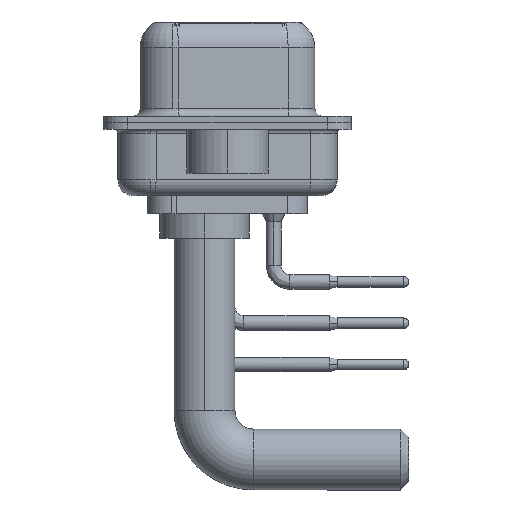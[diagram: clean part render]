
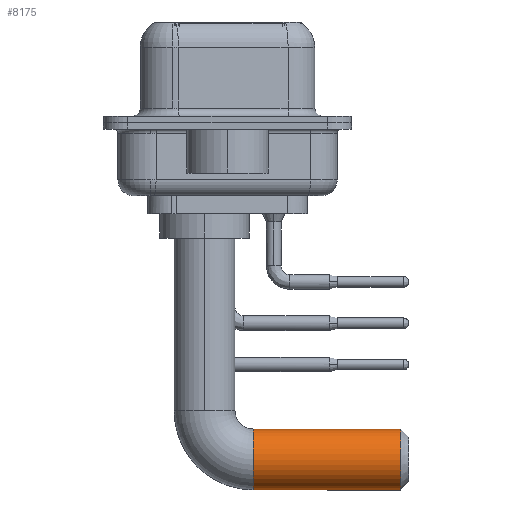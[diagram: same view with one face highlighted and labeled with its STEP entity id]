
A CAD part, left-side view. The second image highlights one B-rep face of the part: STEP entity #8175.
In plain terms, the highlighted cylindrical face has radius 1.875 mm (diameter 3.75 mm), a partial arc.
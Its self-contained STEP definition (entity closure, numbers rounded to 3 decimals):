
#531 = AXIS2_PLACEMENT_3D ( 'NONE', #34002, #18683, #2519 ) ;
#819 = VERTEX_POINT ( 'NONE', #11245 ) ;
#2519 = DIRECTION ( 'NONE',  ( -1., 0., 0. ) ) ;
#2659 = VERTEX_POINT ( 'NONE', #30968 ) ;
#3283 = CARTESIAN_POINT ( 'NONE',  ( 0., -3., -11.755 ) ) ;
#3401 = ORIENTED_EDGE ( 'NONE', *, *, #3618, .T. ) ;
#3618 = EDGE_CURVE ( 'NONE', #21002, #2659, #4733, .T. ) ;
#4733 = LINE ( 'NONE', #25707, #21333 ) ;
#6835 = AXIS2_PLACEMENT_3D ( 'NONE', #15535, #7443, #25999 ) ;
#7443 = DIRECTION ( 'NONE',  ( 0., 1., 0. ) ) ;
#8175 = ADVANCED_FACE ( 'NONE', ( #28785 ), #13839, .T. ) ;
#8556 = ORIENTED_EDGE ( 'NONE', *, *, #31404, .T. ) ;
#9735 = CARTESIAN_POINT ( 'NONE',  ( 0., -12.07, -11.755 ) ) ;
#9879 = EDGE_CURVE ( 'NONE', #2659, #19855, #29337, .T. ) ;
#11245 = CARTESIAN_POINT ( 'NONE',  ( 0., -3., -11.755 ) ) ;
#13839 = CYLINDRICAL_SURFACE ( 'NONE', #31970, 1.875 ) ;
#14458 = DIRECTION ( 'NONE',  ( 0., -1., 0. ) ) ;
#15388 = CIRCLE ( 'NONE', #531, 1.875 ) ;
#15535 = CARTESIAN_POINT ( 'NONE',  ( 0., -12.07, -13.63 ) ) ;
#15907 = CARTESIAN_POINT ( 'NONE',  ( 0., -3., -13.63 ) ) ;
#18683 = DIRECTION ( 'NONE',  ( 0., -1., 0. ) ) ;
#19855 = VERTEX_POINT ( 'NONE', #9735 ) ;
#19881 = DIRECTION ( 'NONE',  ( 0., -1., 0. ) ) ;
#20032 = VECTOR ( 'NONE', #14458, 1000. ) ;
#21002 = VERTEX_POINT ( 'NONE', #22541 ) ;
#21333 = VECTOR ( 'NONE', #19881, 1000. ) ;
#21754 = ORIENTED_EDGE ( 'NONE', *, *, #9879, .T. ) ;
#22541 = CARTESIAN_POINT ( 'NONE',  ( 0., -3., -15.505 ) ) ;
#22652 = EDGE_LOOP ( 'NONE', ( #30479, #8556, #3401, #21754 ) ) ;
#25707 = CARTESIAN_POINT ( 'NONE',  ( 0., -3., -15.505 ) ) ;
#25906 = EDGE_CURVE ( 'NONE', #819, #19855, #32672, .T. ) ;
#25999 = DIRECTION ( 'NONE',  ( 0., 0., -1. ) ) ;
#26192 = DIRECTION ( 'NONE',  ( 0., -1., 0. ) ) ;
#28785 = FACE_OUTER_BOUND ( 'NONE', #22652, .T. ) ;
#29132 = DIRECTION ( 'NONE',  ( 0., 0., -1. ) ) ;
#29337 = CIRCLE ( 'NONE', #6835, 1.875 ) ;
#30479 = ORIENTED_EDGE ( 'NONE', *, *, #25906, .F. ) ;
#30968 = CARTESIAN_POINT ( 'NONE',  ( 0., -12.07, -15.505 ) ) ;
#31404 = EDGE_CURVE ( 'NONE', #819, #21002, #15388, .T. ) ;
#31970 = AXIS2_PLACEMENT_3D ( 'NONE', #15907, #26192, #29132 ) ;
#32672 = LINE ( 'NONE', #3283, #20032 ) ;
#34002 = CARTESIAN_POINT ( 'NONE',  ( 0., -3., -13.63 ) ) ;
